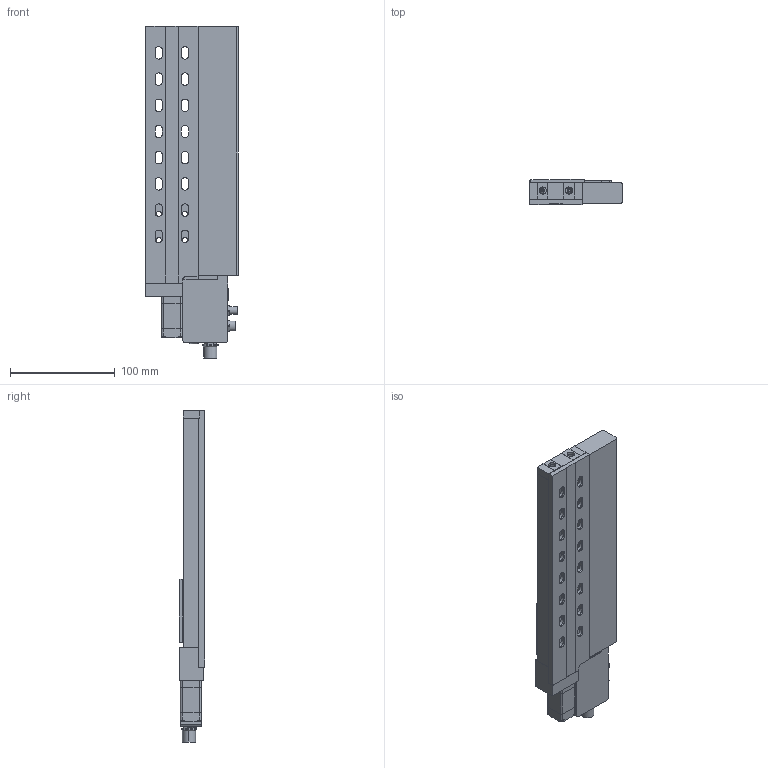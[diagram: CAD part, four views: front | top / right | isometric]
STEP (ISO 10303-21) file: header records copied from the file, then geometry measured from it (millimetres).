
FILE_DESCRIPTION (( 'STEP AP203' ), '1' );
FILE_NAME ('X-LRM150x-DE51.step', '2023-11-03T18:25:54', ( '' ), ( '' ), 'SwSTEP 2.0', 'SolidWorks 2019', '' );
FILE_SCHEMA (( 'CONFIG_CONTROL_DESIGN' ));
Length unit declared in the file: millimetre
Products named in the file (4): NMS08_motor^LRM_X-LRM; X-LRM150x-DE51; LRM_carriage^LRM_LRM-DE; LRM_base^LRM_X-LRM150-DE
Assembly tree (3 placements, depth 2):
  X-LRM150x-DE51
    LRM_base^LRM_X-LRM150-DE
    LRM_carriage^LRM_LRM-DE
    NMS08_motor^LRM_X-LRM
Bounding box: 88.5 x 24 x 316.6 mm (x, y, z)
Volume: 410740.7 mm3; surface area: 133622.1 mm2
Topology: 33 solids, 33 shells, 761 faces, 1848 edges, 1224 vertices
Faces by surface type: plane 449, cylinder 298, torus 10, cone 4
Entity records: 22882 total; most frequent: DIRECTION 4000, CARTESIAN_POINT 3851, ORIENTED_EDGE 3696, EDGE_CURVE 1848, AXIS2_PLACEMENT_3D 1389, VERTEX_POINT 1224, LINE 1222, VECTOR 1222
